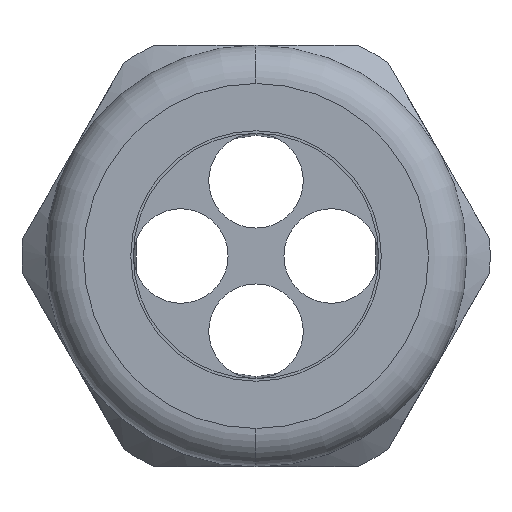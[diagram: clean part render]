
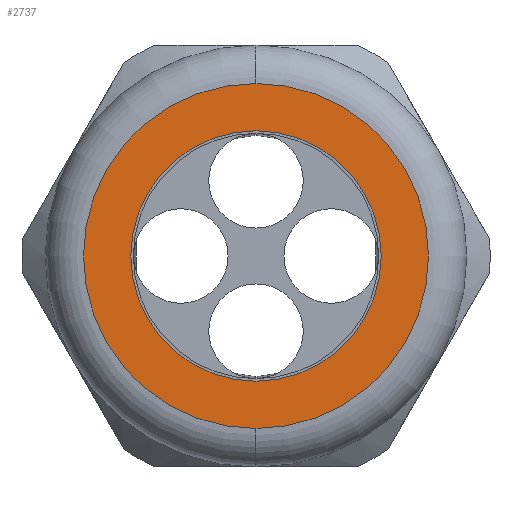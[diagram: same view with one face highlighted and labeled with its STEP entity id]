
A CAD part, left-side view. The second image highlights one B-rep face of the part: STEP entity #2737.
In plain terms, the highlighted planar face has unit normal (-1, 0, 0).
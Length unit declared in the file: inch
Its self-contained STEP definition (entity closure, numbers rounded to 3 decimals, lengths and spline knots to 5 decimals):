
#28 = DIRECTION ( 'NONE',  ( 0., 0., 1. ) ) ;
#29 = DIRECTION ( 'NONE',  ( -1., 0., 0. ) ) ;
#30 = CARTESIAN_POINT ( 'NONE',  ( -1.84, 0., 0. ) ) ;
#31 = AXIS2_PLACEMENT_3D ( 'NONE', #30, #29, #28 ) ;
#32 = CIRCLE ( 'NONE', #31, 0.675 ) ;
#37 = CARTESIAN_POINT ( 'NONE',  ( -1.84, 0., 0.675 ) ) ;
#63 = DIRECTION ( 'NONE',  ( 0., 0., -1. ) ) ;
#64 = DIRECTION ( 'NONE',  ( 1., 0., 0. ) ) ;
#65 = CARTESIAN_POINT ( 'NONE',  ( -1.84, 0., 0. ) ) ;
#66 = AXIS2_PLACEMENT_3D ( 'NONE', #65, #64, #63 ) ;
#67 = CIRCLE ( 'NONE', #66, 0.49 ) ;
#84 = CARTESIAN_POINT ( 'NONE',  ( -1.84, 0., -0.675 ) ) ;
#140 = CARTESIAN_POINT ( 'NONE',  ( -1.84, 0., 0.49 ) ) ;
#142 = CARTESIAN_POINT ( 'NONE',  ( -1.84, 0., -0.49 ) ) ;
#2725 = EDGE_LOOP ( 'NONE', ( #2979, #2976 ) ) ;
#2734 = EDGE_CURVE ( 'NONE', #3357, #3348, #6208, .T. ) ;
#2735 = ORIENTED_EDGE ( 'NONE', *, *, #2734, .T. ) ;
#2736 = ORIENTED_EDGE ( 'NONE', *, *, #3352, .T. ) ;
#2737 = ADVANCED_FACE ( 'NONE', ( #6203, #6202 ), #6201, .T. ) ;
#2738 = EDGE_LOOP ( 'NONE', ( #2736, #2735 ) ) ;
#2963 = EDGE_CURVE ( 'NONE', #3381, #3385, #6623, .T. ) ;
#2976 = ORIENTED_EDGE ( 'NONE', *, *, #3361, .T. ) ;
#2979 = ORIENTED_EDGE ( 'NONE', *, *, #2963, .T. ) ;
#3348 = VERTEX_POINT ( 'NONE', #37 ) ;
#3352 = EDGE_CURVE ( 'NONE', #3348, #3357, #32, .T. ) ;
#3357 = VERTEX_POINT ( 'NONE', #84 ) ;
#3361 = EDGE_CURVE ( 'NONE', #3385, #3381, #67, .T. ) ;
#3381 = VERTEX_POINT ( 'NONE', #142 ) ;
#3385 = VERTEX_POINT ( 'NONE', #140 ) ;
#6197 = DIRECTION ( 'NONE',  ( 0., 0., 1. ) ) ;
#6198 = DIRECTION ( 'NONE',  ( -1., 0., 0. ) ) ;
#6199 = CARTESIAN_POINT ( 'NONE',  ( -1.84, 0.825, 0. ) ) ;
#6200 = AXIS2_PLACEMENT_3D ( 'NONE', #6199, #6198, #6197 ) ;
#6201 = PLANE ( 'NONE',  #6200 ) ;
#6202 = FACE_BOUND ( 'NONE', #2725, .T. ) ;
#6203 = FACE_OUTER_BOUND ( 'NONE', #2738, .T. ) ;
#6204 = DIRECTION ( 'NONE',  ( 0., 0., 1. ) ) ;
#6205 = DIRECTION ( 'NONE',  ( -1., 0., 0. ) ) ;
#6206 = CARTESIAN_POINT ( 'NONE',  ( -1.84, 0., 0. ) ) ;
#6207 = AXIS2_PLACEMENT_3D ( 'NONE', #6206, #6205, #6204 ) ;
#6208 = CIRCLE ( 'NONE', #6207, 0.675 ) ;
#6619 = DIRECTION ( 'NONE',  ( 0., 0., -1. ) ) ;
#6620 = DIRECTION ( 'NONE',  ( 1., 0., 0. ) ) ;
#6621 = CARTESIAN_POINT ( 'NONE',  ( -1.84, 0., 0. ) ) ;
#6622 = AXIS2_PLACEMENT_3D ( 'NONE', #6621, #6620, #6619 ) ;
#6623 = CIRCLE ( 'NONE', #6622, 0.49 ) ;
